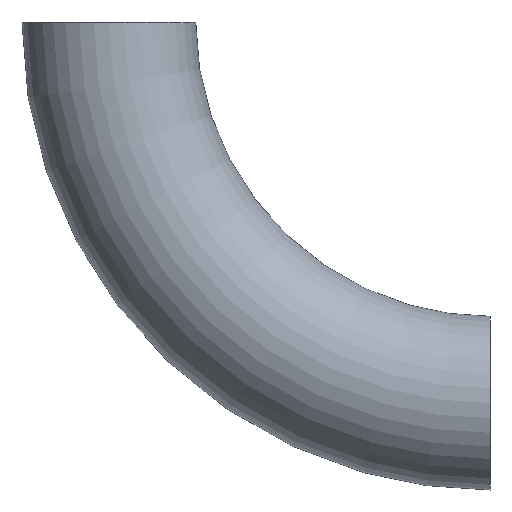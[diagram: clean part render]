
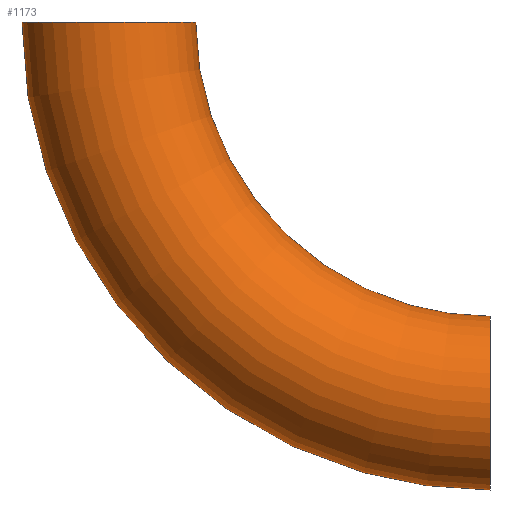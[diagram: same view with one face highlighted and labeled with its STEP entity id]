
A CAD part, left-side view. The second image highlights one B-rep face of the part: STEP entity #1173.
In plain terms, the highlighted toroidal (fillet/blend) face has major radius 93 mm and minor radius 21.2 mm.
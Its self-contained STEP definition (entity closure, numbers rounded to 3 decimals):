
#279 = TOROIDAL_SURFACE ( 'NONE', #6986, 93., 21.2 ) ;
#337 = CARTESIAN_POINT ( 'NONE',  ( 0., 71.8, 0. ) ) ;
#392 = DIRECTION ( 'NONE',  ( 0., 0., 1. ) ) ;
#980 = FACE_OUTER_BOUND ( 'NONE', #6118, .T. ) ;
#1173 = ADVANCED_FACE ( 'NONE', ( #7642, #980 ), #279, .T. ) ;
#1233 = CIRCLE ( 'NONE', #8471, 21.2 ) ;
#2700 = ORIENTED_EDGE ( 'NONE', *, *, #3812, .T. ) ;
#3559 = VERTEX_POINT ( 'NONE', #10149 ) ;
#3812 = EDGE_CURVE ( 'NONE', #3559, #3559, #7907, .T. ) ;
#4084 = ORIENTED_EDGE ( 'NONE', *, *, #4674, .F. ) ;
#4674 = EDGE_CURVE ( 'NONE', #9843, #9843, #1233, .T. ) ;
#4687 = DIRECTION ( 'NONE',  ( 0., 1., 0. ) ) ;
#4898 = AXIS2_PLACEMENT_3D ( 'NONE', #10699, #4687, #6281 ) ;
#5019 = CARTESIAN_POINT ( 'NONE',  ( 0., 93., 0. ) ) ;
#5657 = EDGE_LOOP ( 'NONE', ( #4084 ) ) ;
#5728 = DIRECTION ( 'NONE',  ( -1., 0., 0. ) ) ;
#6118 = EDGE_LOOP ( 'NONE', ( #2700 ) ) ;
#6281 = DIRECTION ( 'NONE',  ( 0., 0., 1. ) ) ;
#6986 = AXIS2_PLACEMENT_3D ( 'NONE', #11065, #5728, #392 ) ;
#7642 = FACE_OUTER_BOUND ( 'NONE', #5657, .T. ) ;
#7907 = CIRCLE ( 'NONE', #4898, 21.2 ) ;
#8431 = DIRECTION ( 'NONE',  ( 0., 0., 1. ) ) ;
#8471 = AXIS2_PLACEMENT_3D ( 'NONE', #5019, #8431, #8472 ) ;
#8472 = DIRECTION ( 'NONE',  ( 0., -1., 0. ) ) ;
#9843 = VERTEX_POINT ( 'NONE', #337 ) ;
#10149 = CARTESIAN_POINT ( 'NONE',  ( 0., 0., -71.8 ) ) ;
#10699 = CARTESIAN_POINT ( 'NONE',  ( 0., 0., -93. ) ) ;
#11065 = CARTESIAN_POINT ( 'NONE',  ( 0., 0., 0. ) ) ;
